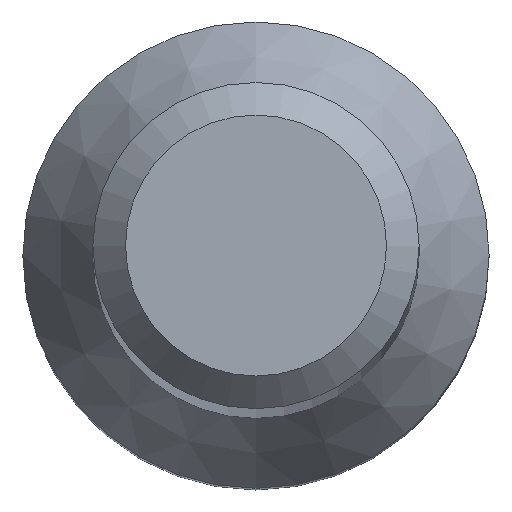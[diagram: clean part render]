
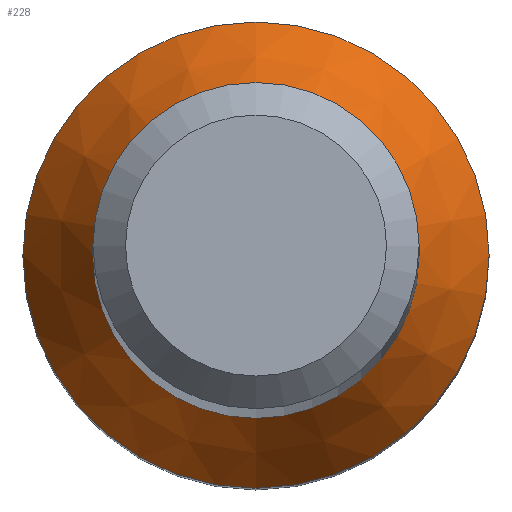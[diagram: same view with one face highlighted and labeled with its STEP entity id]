
A CAD part, top view. The second image highlights one B-rep face of the part: STEP entity #228.
In plain terms, the highlighted conical face has half-angle 30 degrees and reference radius 2.859 mm.
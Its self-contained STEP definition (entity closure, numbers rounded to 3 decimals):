
#1 = DIRECTION ( 'NONE',  ( 0., 1., 0. ) ) ;
#4 = CIRCLE ( 'NONE', #212, 2.859 ) ;
#11 = VERTEX_POINT ( 'NONE', #125 ) ;
#15 = EDGE_CURVE ( 'NONE', #219, #219, #4, .T. ) ;
#38 = FACE_BOUND ( 'NONE', #135, .T. ) ;
#43 = CIRCLE ( 'NONE', #153, 2. ) ;
#63 = AXIS2_PLACEMENT_3D ( 'NONE', #69, #230, #133 ) ;
#69 = CARTESIAN_POINT ( 'NONE',  ( 0., 0., 12.504 ) ) ;
#98 = CARTESIAN_POINT ( 'NONE',  ( 0., 0., 13.992 ) ) ;
#125 = CARTESIAN_POINT ( 'NONE',  ( 0., 2., 13.992 ) ) ;
#128 = ORIENTED_EDGE ( 'NONE', *, *, #15, .F. ) ;
#133 = DIRECTION ( 'NONE',  ( 0., 1., 0. ) ) ;
#135 = EDGE_LOOP ( 'NONE', ( #138 ) ) ;
#138 = ORIENTED_EDGE ( 'NONE', *, *, #150, .T. ) ;
#144 = CONICAL_SURFACE ( 'NONE', #63, 2.859, 0.524 ) ;
#150 = EDGE_CURVE ( 'NONE', #11, #11, #43, .T. ) ;
#153 = AXIS2_PLACEMENT_3D ( 'NONE', #98, #179, #242 ) ;
#155 = CARTESIAN_POINT ( 'NONE',  ( 0., 2.859, 12.504 ) ) ;
#159 = EDGE_LOOP ( 'NONE', ( #128 ) ) ;
#170 = FACE_OUTER_BOUND ( 'NONE', #159, .T. ) ;
#179 = DIRECTION ( 'NONE',  ( 0., 0., -1. ) ) ;
#203 = CARTESIAN_POINT ( 'NONE',  ( 0., 0., 12.504 ) ) ;
#211 = DIRECTION ( 'NONE',  ( 0., 0., -1. ) ) ;
#212 = AXIS2_PLACEMENT_3D ( 'NONE', #203, #211, #1 ) ;
#219 = VERTEX_POINT ( 'NONE', #155 ) ;
#228 = ADVANCED_FACE ( 'NONE', ( #38, #170 ), #144, .T. ) ;
#230 = DIRECTION ( 'NONE',  ( 0., 0., -1. ) ) ;
#242 = DIRECTION ( 'NONE',  ( 0., 1., 0. ) ) ;
